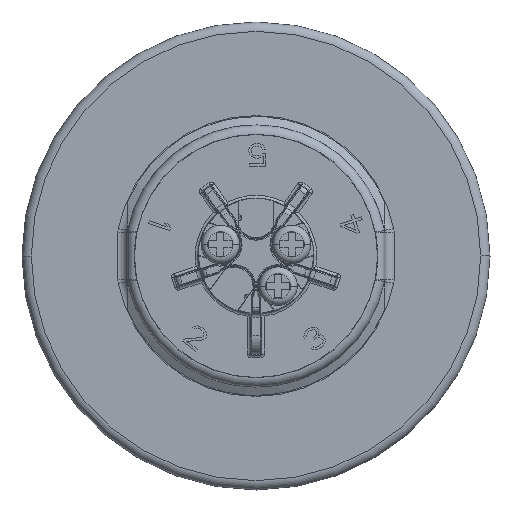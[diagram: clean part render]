
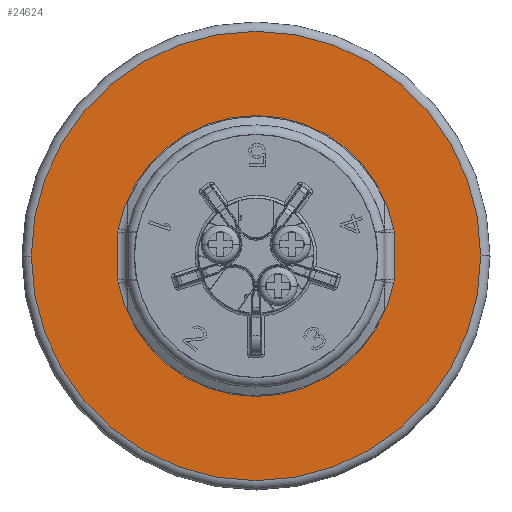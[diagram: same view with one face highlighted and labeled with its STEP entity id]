
A CAD part, front view. The second image highlights one B-rep face of the part: STEP entity #24624.
In plain terms, the highlighted planar face has unit normal (0, -1, 0).
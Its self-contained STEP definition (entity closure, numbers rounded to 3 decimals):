
#5595=CARTESIAN_POINT('',(0.,21.3,0.));
#5596=DIRECTION('',(0.,1.,0.));
#5597=DIRECTION('',(1.,0.,0.));
#5598=AXIS2_PLACEMENT_3D('',#5595,#5596,#5597);
#5600=CARTESIAN_POINT('',(0.,21.3,0.));
#5601=DIRECTION('',(0.,1.,0.));
#5602=DIRECTION('',(-1.,0.,0.));
#5603=AXIS2_PLACEMENT_3D('',#5600,#5601,#5602);
#5605=CARTESIAN_POINT('',(0.,21.3,0.));
#5606=DIRECTION('',(0.,-1.,0.));
#5607=DIRECTION('',(-0.981,0.,-0.195));
#5608=AXIS2_PLACEMENT_3D('',#5605,#5606,#5607);
#5610=CARTESIAN_POINT('',(12.75,21.3,-2.537));
#5611=DIRECTION('',(0.,-1.,0.));
#5612=DIRECTION('',(0.981,0.,-0.195));
#5613=AXIS2_PLACEMENT_3D('',#5610,#5611,#5612);
#5615=DIRECTION('',(0.,0.,1.));
#5616=VECTOR('',#5615,5.074);
#5617=CARTESIAN_POINT('',(14.75,21.3,-2.537));
#5618=LINE('',#5617,#5616);
#5619=CARTESIAN_POINT('',(12.75,21.3,2.537));
#5620=DIRECTION('',(0.,-1.,0.));
#5621=DIRECTION('',(1.,0.,0.));
#5622=AXIS2_PLACEMENT_3D('',#5619,#5620,#5621);
#5624=CARTESIAN_POINT('',(0.,21.3,0.));
#5625=DIRECTION('',(0.,-1.,0.));
#5626=DIRECTION('',(0.981,0.,0.195));
#5627=AXIS2_PLACEMENT_3D('',#5624,#5625,#5626);
#5629=CARTESIAN_POINT('',(-12.75,21.3,2.537));
#5630=DIRECTION('',(0.,-1.,0.));
#5631=DIRECTION('',(-0.981,0.,0.195));
#5632=AXIS2_PLACEMENT_3D('',#5629,#5630,#5631);
#5634=DIRECTION('',(0.,0.,-1.));
#5635=VECTOR('',#5634,5.074);
#5636=CARTESIAN_POINT('',(-14.75,21.3,2.537));
#5637=LINE('',#5636,#5635);
#5638=CARTESIAN_POINT('',(-12.75,21.3,-2.537));
#5639=DIRECTION('',(0.,-1.,0.));
#5640=DIRECTION('',(-1.,0.,0.));
#5641=AXIS2_PLACEMENT_3D('',#5638,#5639,#5640);
#19920=CARTESIAN_POINT('',(-14.712,21.3,-2.928));
#19921=CARTESIAN_POINT('',(14.712,21.3,-2.928));
#19922=VERTEX_POINT('',#19920);
#19923=VERTEX_POINT('',#19921);
#19928=CARTESIAN_POINT('',(14.712,21.3,2.928));
#19929=CARTESIAN_POINT('',(-14.712,21.3,2.928));
#19930=VERTEX_POINT('',#19928);
#19931=VERTEX_POINT('',#19929);
#19944=CARTESIAN_POINT('',(24.,21.3,0.));
#19945=CARTESIAN_POINT('',(-24.,21.3,0.));
#19946=VERTEX_POINT('',#19944);
#19947=VERTEX_POINT('',#19945);
#20120=CARTESIAN_POINT('',(14.75,21.3,-2.537));
#20121=CARTESIAN_POINT('',(14.75,21.3,2.537));
#20122=VERTEX_POINT('',#20120);
#20123=VERTEX_POINT('',#20121);
#20124=CARTESIAN_POINT('',(-14.75,21.3,2.537));
#20125=CARTESIAN_POINT('',(-14.75,21.3,-2.537));
#20126=VERTEX_POINT('',#20124);
#20127=VERTEX_POINT('',#20125);
#24596=CARTESIAN_POINT('',(0.,21.3,0.));
#24597=DIRECTION('',(0.,-1.,0.));
#24598=DIRECTION('',(-1.,0.,0.));
#24599=AXIS2_PLACEMENT_3D('',#24596,#24597,#24598);
#24600=PLANE('',#24599);
#24602=ORIENTED_EDGE('',*,*,#24601,.T.);
#24604=ORIENTED_EDGE('',*,*,#24603,.T.);
#24605=EDGE_LOOP('',(#24602,#24604));
#24606=FACE_OUTER_BOUND('',#24605,.F.);
#24607=ORIENTED_EDGE('',*,*,#24579,.T.);
#24609=ORIENTED_EDGE('',*,*,#24608,.T.);
#24611=ORIENTED_EDGE('',*,*,#24610,.T.);
#24613=ORIENTED_EDGE('',*,*,#24612,.T.);
#24615=ORIENTED_EDGE('',*,*,#24614,.T.);
#24617=ORIENTED_EDGE('',*,*,#24616,.T.);
#24619=ORIENTED_EDGE('',*,*,#24618,.T.);
#24621=ORIENTED_EDGE('',*,*,#24620,.T.);
#24622=EDGE_LOOP('',(#24607,#24609,#24611,#24613,#24615,#24617,#24619,#24621));
#24623=FACE_BOUND('',#24622,.F.);
#24624=ADVANCED_FACE('',(#24606,#24623),#24600,.T.);
#5599=CIRCLE('',#5598,24.);
#5604=CIRCLE('',#5603,24.);
#5609=CIRCLE('',#5608,15.);
#5614=CIRCLE('',#5613,2.);
#5623=CIRCLE('',#5622,2.);
#5628=CIRCLE('',#5627,15.);
#5633=CIRCLE('',#5632,2.);
#5642=CIRCLE('',#5641,2.);
#24579=EDGE_CURVE('',#19922,#19923,#5609,.T.);
#24601=EDGE_CURVE('',#19946,#19947,#5599,.T.);
#24603=EDGE_CURVE('',#19947,#19946,#5604,.T.);
#24608=EDGE_CURVE('',#19923,#20122,#5614,.T.);
#24610=EDGE_CURVE('',#20122,#20123,#5618,.T.);
#24612=EDGE_CURVE('',#20123,#19930,#5623,.T.);
#24614=EDGE_CURVE('',#19930,#19931,#5628,.T.);
#24616=EDGE_CURVE('',#19931,#20126,#5633,.T.);
#24618=EDGE_CURVE('',#20126,#20127,#5637,.T.);
#24620=EDGE_CURVE('',#20127,#19922,#5642,.T.);
